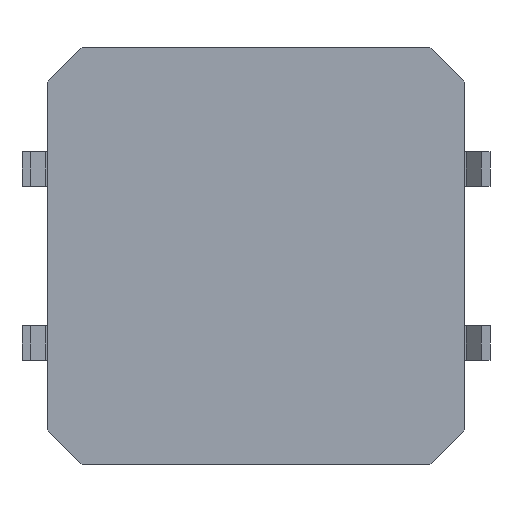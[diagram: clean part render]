
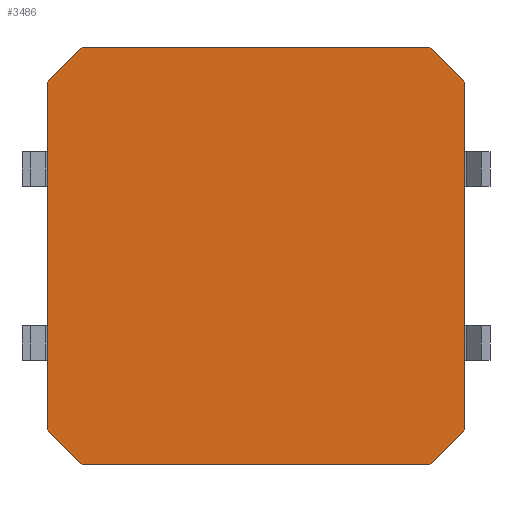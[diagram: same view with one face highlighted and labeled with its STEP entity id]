
A CAD part, front view. The second image highlights one B-rep face of the part: STEP entity #3486.
In plain terms, the highlighted planar face has unit normal (0, -1, 0).
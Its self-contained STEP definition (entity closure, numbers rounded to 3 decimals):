
#20 = CARTESIAN_POINT ( 'NONE',  ( -5.362, 0., 4.079 ) ) ;
#42 = EDGE_CURVE ( 'NONE', #1780, #3974, #2222, .T. ) ;
#121 = LINE ( 'NONE', #4171, #1692 ) ;
#127 = VERTEX_POINT ( 'NONE', #1072 ) ;
#273 = VECTOR ( 'NONE', #1599, 1000. ) ;
#318 = CARTESIAN_POINT ( 'NONE',  ( 6.638, 0., -5.921 ) ) ;
#492 = LINE ( 'NONE', #2866, #2112 ) ;
#606 = CARTESIAN_POINT ( 'NONE',  ( 6.638, 0., 0. ) ) ;
#864 = VECTOR ( 'NONE', #1274, 1000. ) ;
#913 = CARTESIAN_POINT ( 'NONE',  ( -5.362, 0., -5.921 ) ) ;
#937 = ORIENTED_EDGE ( 'NONE', *, *, #1385, .T. ) ;
#978 = VERTEX_POINT ( 'NONE', #1778 ) ;
#1072 = CARTESIAN_POINT ( 'NONE',  ( 5.638, 0., 5.079 ) ) ;
#1184 = ORIENTED_EDGE ( 'NONE', *, *, #2860, .T. ) ;
#1223 = EDGE_CURVE ( 'NONE', #978, #4231, #3635, .T. ) ;
#1224 = VECTOR ( 'NONE', #3591, 1000. ) ;
#1274 = DIRECTION ( 'NONE',  ( -0.707, 0., 0.707 ) ) ;
#1385 = EDGE_CURVE ( 'NONE', #1427, #2999, #121, .T. ) ;
#1413 = DIRECTION ( 'NONE',  ( 1., 0., 0. ) ) ;
#1427 = VERTEX_POINT ( 'NONE', #3217 ) ;
#1449 = DIRECTION ( 'NONE',  ( 0., 0., -1. ) ) ;
#1495 = ORIENTED_EDGE ( 'NONE', *, *, #3895, .T. ) ;
#1500 = DIRECTION ( 'NONE',  ( 0.707, 0., -0.707 ) ) ;
#1565 = EDGE_LOOP ( 'NONE', ( #3305, #2513, #3225, #937, #1495, #3301, #1184, #2823 ) ) ;
#1599 = DIRECTION ( 'NONE',  ( -1., 0., 0. ) ) ;
#1692 = VECTOR ( 'NONE', #3772, 1000. ) ;
#1701 = EDGE_CURVE ( 'NONE', #4231, #1780, #492, .T. ) ;
#1726 = CARTESIAN_POINT ( 'NONE',  ( 6.638, 0., 4.079 ) ) ;
#1778 = CARTESIAN_POINT ( 'NONE',  ( -4.362, 0., 5.079 ) ) ;
#1779 = CARTESIAN_POINT ( 'NONE',  ( 0., 0., -6.921 ) ) ;
#1780 = VERTEX_POINT ( 'NONE', #913 ) ;
#1861 = PLANE ( 'NONE',  #3424 ) ;
#1904 = CARTESIAN_POINT ( 'NONE',  ( 5.638, 0., 5.079 ) ) ;
#1937 = EDGE_CURVE ( 'NONE', #2004, #127, #3473, .T. ) ;
#2004 = VERTEX_POINT ( 'NONE', #1726 ) ;
#2112 = VECTOR ( 'NONE', #1449, 1000. ) ;
#2139 = CARTESIAN_POINT ( 'NONE',  ( -5.362, 0., 4.079 ) ) ;
#2188 = VECTOR ( 'NONE', #1413, 1000. ) ;
#2222 = LINE ( 'NONE', #4127, #2553 ) ;
#2497 = FACE_OUTER_BOUND ( 'NONE', #1565, .T. ) ;
#2513 = ORIENTED_EDGE ( 'NONE', *, *, #42, .T. ) ;
#2518 = DIRECTION ( 'NONE',  ( 0., 0., -1. ) ) ;
#2553 = VECTOR ( 'NONE', #1500, 1000. ) ;
#2823 = ORIENTED_EDGE ( 'NONE', *, *, #1223, .T. ) ;
#2860 = EDGE_CURVE ( 'NONE', #127, #978, #2898, .T. ) ;
#2866 = CARTESIAN_POINT ( 'NONE',  ( -5.362, 0., 0. ) ) ;
#2898 = LINE ( 'NONE', #3173, #273 ) ;
#2990 = DIRECTION ( 'NONE',  ( -0.707, 0., -0.707 ) ) ;
#2999 = VERTEX_POINT ( 'NONE', #318 ) ;
#3053 = CARTESIAN_POINT ( 'NONE',  ( -4.362, 0., -6.921 ) ) ;
#3173 = CARTESIAN_POINT ( 'NONE',  ( 0., 0., 5.079 ) ) ;
#3217 = CARTESIAN_POINT ( 'NONE',  ( 5.638, 0., -6.921 ) ) ;
#3221 = LINE ( 'NONE', #606, #1224 ) ;
#3225 = ORIENTED_EDGE ( 'NONE', *, *, #4203, .T. ) ;
#3301 = ORIENTED_EDGE ( 'NONE', *, *, #1937, .T. ) ;
#3305 = ORIENTED_EDGE ( 'NONE', *, *, #1701, .T. ) ;
#3424 = AXIS2_PLACEMENT_3D ( 'NONE', #3757, #4116, #2518 ) ;
#3473 = LINE ( 'NONE', #1904, #864 ) ;
#3486 = ADVANCED_FACE ( 'NONE', ( #2497 ), #1861, .T. ) ;
#3516 = VECTOR ( 'NONE', #2990, 1000. ) ;
#3591 = DIRECTION ( 'NONE',  ( 0., 0., 1. ) ) ;
#3635 = LINE ( 'NONE', #20, #3516 ) ;
#3646 = LINE ( 'NONE', #1779, #2188 ) ;
#3757 = CARTESIAN_POINT ( 'NONE',  ( 0., 0., 0. ) ) ;
#3772 = DIRECTION ( 'NONE',  ( 0.707, 0., 0.707 ) ) ;
#3895 = EDGE_CURVE ( 'NONE', #2999, #2004, #3221, .T. ) ;
#3974 = VERTEX_POINT ( 'NONE', #3053 ) ;
#4116 = DIRECTION ( 'NONE',  ( 0., -1., 0. ) ) ;
#4127 = CARTESIAN_POINT ( 'NONE',  ( -5.362, 0., -5.921 ) ) ;
#4171 = CARTESIAN_POINT ( 'NONE',  ( 5.638, 0., -6.921 ) ) ;
#4203 = EDGE_CURVE ( 'NONE', #3974, #1427, #3646, .T. ) ;
#4231 = VERTEX_POINT ( 'NONE', #2139 ) ;
